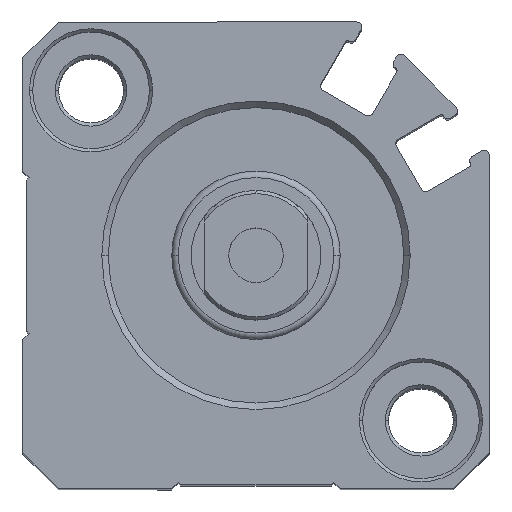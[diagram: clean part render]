
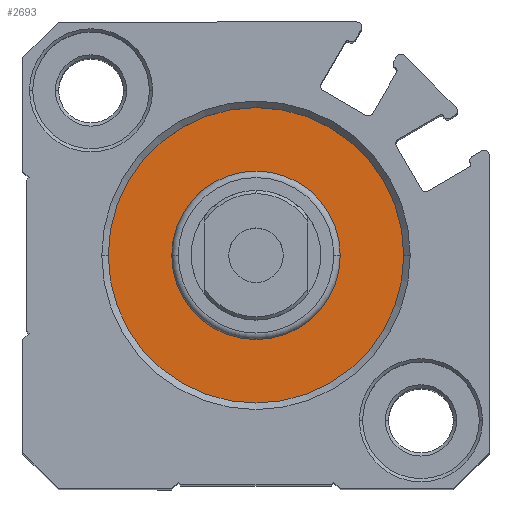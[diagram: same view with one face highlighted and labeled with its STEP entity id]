
A CAD part, top view. The second image highlights one B-rep face of the part: STEP entity #2693.
In plain terms, the highlighted planar face has unit normal (0, 0, 1).
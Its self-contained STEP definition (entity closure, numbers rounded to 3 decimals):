
#11 = AXIS2_PLACEMENT_3D ( 'NONE', #225, #2630, #554 ) ;
#58 = EDGE_CURVE ( 'NONE', #2552, #3294, #1230, .T. ) ;
#192 = CARTESIAN_POINT ( 'NONE',  ( 11.4, 0., 28.65 ) ) ;
#225 = CARTESIAN_POINT ( 'NONE',  ( 0., 0., 28.65 ) ) ;
#324 = CARTESIAN_POINT ( 'NONE',  ( 0., 0., 28.65 ) ) ;
#485 = DIRECTION ( 'NONE',  ( 0., 0., 1. ) ) ;
#545 = CARTESIAN_POINT ( 'NONE',  ( 0., 0., 28.65 ) ) ;
#554 = DIRECTION ( 'NONE',  ( 1., 0., 0. ) ) ;
#669 = DIRECTION ( 'NONE',  ( 1., 0., 0. ) ) ;
#854 = EDGE_CURVE ( 'NONE', #3294, #2552, #1545, .T. ) ;
#972 = FACE_OUTER_BOUND ( 'NONE', #3651, .T. ) ;
#988 = CARTESIAN_POINT ( 'NONE',  ( 0., 0., 28.65 ) ) ;
#1005 = EDGE_LOOP ( 'NONE', ( #3954, #2010 ) ) ;
#1230 = CIRCLE ( 'NONE', #2653, 6.5 ) ;
#1292 = AXIS2_PLACEMENT_3D ( 'NONE', #988, #3394, #1333 ) ;
#1333 = DIRECTION ( 'NONE',  ( 1., 0., 0. ) ) ;
#1545 = CIRCLE ( 'NONE', #11, 6.5 ) ;
#1582 = PLANE ( 'NONE',  #2094 ) ;
#1941 = DIRECTION ( 'NONE',  ( 1., 0., 0. ) ) ;
#2010 = ORIENTED_EDGE ( 'NONE', *, *, #58, .F. ) ;
#2038 = CARTESIAN_POINT ( 'NONE',  ( -11.4, 0., 28.65 ) ) ;
#2094 = AXIS2_PLACEMENT_3D ( 'NONE', #545, #3983, #1941 ) ;
#2157 = EDGE_CURVE ( 'NONE', #2666, #2231, #3570, .T. ) ;
#2164 = CARTESIAN_POINT ( 'NONE',  ( 6.5, 0., 28.65 ) ) ;
#2231 = VERTEX_POINT ( 'NONE', #2038 ) ;
#2525 = CARTESIAN_POINT ( 'NONE',  ( -6.5, 0., 28.65 ) ) ;
#2549 = CARTESIAN_POINT ( 'NONE',  ( 0., 0., 28.65 ) ) ;
#2552 = VERTEX_POINT ( 'NONE', #2164 ) ;
#2630 = DIRECTION ( 'NONE',  ( 0., 0., 1. ) ) ;
#2653 = AXIS2_PLACEMENT_3D ( 'NONE', #324, #2729, #669 ) ;
#2666 = VERTEX_POINT ( 'NONE', #192 ) ;
#2693 = ADVANCED_FACE ( 'NONE', ( #2904, #972 ), #1582, .T. ) ;
#2729 = DIRECTION ( 'NONE',  ( 0., 0., 1. ) ) ;
#2774 = CIRCLE ( 'NONE', #4123, 11.4 ) ;
#2895 = DIRECTION ( 'NONE',  ( 1., 0., 0. ) ) ;
#2904 = FACE_BOUND ( 'NONE', #1005, .T. ) ;
#2906 = ORIENTED_EDGE ( 'NONE', *, *, #2157, .T. ) ;
#3294 = VERTEX_POINT ( 'NONE', #2525 ) ;
#3394 = DIRECTION ( 'NONE',  ( 0., 0., 1. ) ) ;
#3570 = CIRCLE ( 'NONE', #1292, 11.4 ) ;
#3651 = EDGE_LOOP ( 'NONE', ( #2906, #4243 ) ) ;
#3673 = EDGE_CURVE ( 'NONE', #2231, #2666, #2774, .T. ) ;
#3954 = ORIENTED_EDGE ( 'NONE', *, *, #854, .F. ) ;
#3983 = DIRECTION ( 'NONE',  ( 0., 0., 1. ) ) ;
#4123 = AXIS2_PLACEMENT_3D ( 'NONE', #2549, #485, #2895 ) ;
#4243 = ORIENTED_EDGE ( 'NONE', *, *, #3673, .T. ) ;
